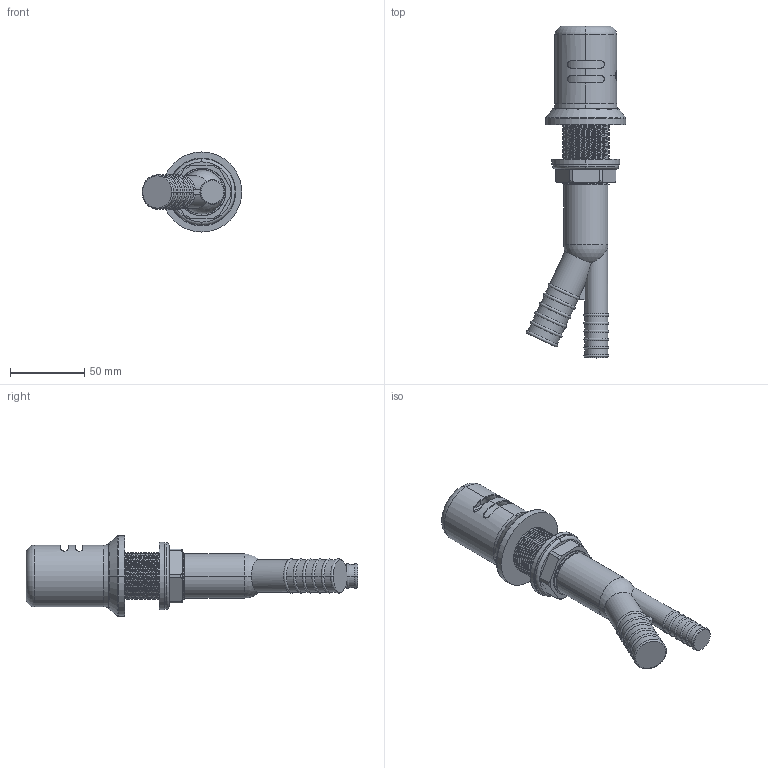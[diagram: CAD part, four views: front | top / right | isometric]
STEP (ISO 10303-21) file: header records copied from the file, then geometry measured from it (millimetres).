
FILE_DESCRIPTION((''),'2;1');
FILE_NAME('3200-5711','2021-10-04T14:36:00',('rsmith'),(''),'CREO PARAMETRIC BY PTC INC, 2018400','CREO PARAMETRIC BY PTC INC, 2018400','');
FILE_SCHEMA(('AUTOMOTIVE_DESIGN { 1 0 10303 214 1 1 1 1 }'));
Length unit declared in the file: inch
Products named in the file (1): 3200-5711
Bounding box: 67.18 x 223.58 x 53.98 mm (x, y, z)
Volume: 167818.9 mm3; surface area: 51622.4 mm2
Topology: 2 solids, 2 shells, 273 faces, 696 edges, 436 vertices
Faces by surface type: cylinder 128, plane 66, bspline 36, torus 33, cone 8, sphere 2
Entity records: 26451 total; most frequent: CARTESIAN_POINT 17022, ORIENTED_EDGE 1392, DIRECTION 1133, PRESENTATION_STYLE_ASSIGNMENT 832, STYLED_ITEM 777, CURVE_STYLE 696, EDGE_CURVE 696, VERTEX_POINT 436
